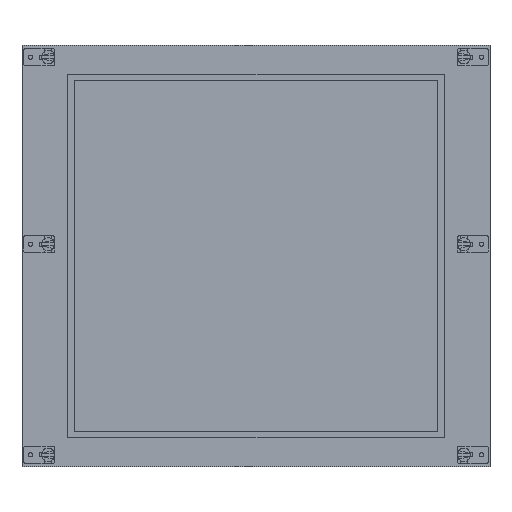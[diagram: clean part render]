
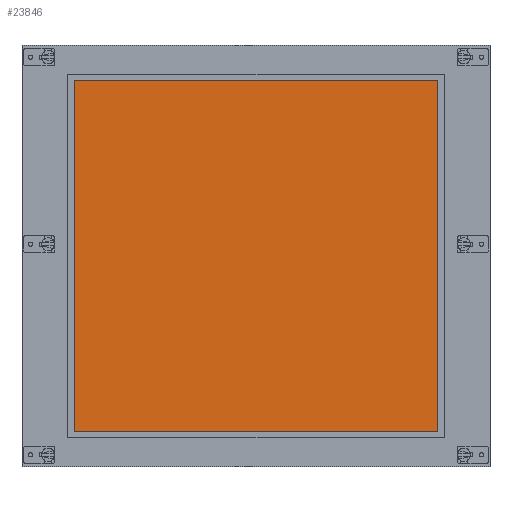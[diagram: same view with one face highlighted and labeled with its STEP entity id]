
A CAD part, top view. The second image highlights one B-rep face of the part: STEP entity #23846.
In plain terms, the highlighted planar face has unit normal (0, 0, 1).
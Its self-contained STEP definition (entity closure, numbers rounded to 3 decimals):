
#23767=DIRECTION('',(1.,0.,0.));
#23768=VECTOR('',#23767,404.45);
#23769=CARTESIAN_POINT('',(-327.225,-244.975,-1.));
#23770=LINE('',#23769,#23768);
#23787=DIRECTION('',(-1.,0.,0.));
#23788=VECTOR('',#23787,404.45);
#23789=CARTESIAN_POINT('',(77.225,144.975,-1.));
#23790=LINE('',#23789,#23788);
#23799=DIRECTION('',(0.,-1.,0.));
#23800=VECTOR('',#23799,389.95);
#23801=CARTESIAN_POINT('',(-327.225,144.975,-1.));
#23802=LINE('',#23801,#23800);
#23807=DIRECTION('',(0.,1.,0.));
#23808=VECTOR('',#23807,389.95);
#23809=CARTESIAN_POINT('',(77.225,-244.975,-1.));
#23810=LINE('',#23809,#23808);
#23815=CARTESIAN_POINT('',(77.225,-244.975,-1.));
#23816=CARTESIAN_POINT('',(77.225,144.975,-1.));
#23817=VERTEX_POINT('',#23815);
#23818=VERTEX_POINT('',#23816);
#23823=CARTESIAN_POINT('',(-327.225,144.975,-1.));
#23824=CARTESIAN_POINT('',(-327.225,-244.975,-1.));
#23825=VERTEX_POINT('',#23823);
#23826=VERTEX_POINT('',#23824);
#23831=CARTESIAN_POINT('',(0.,0.,-1.));
#23832=DIRECTION('',(0.,0.,-1.));
#23833=DIRECTION('',(-1.,0.,0.));
#23834=AXIS2_PLACEMENT_3D('',#23831,#23832,#23833);
#23835=PLANE('',#23834);
#23837=ORIENTED_EDGE('',*,*,#23836,.F.);
#23839=ORIENTED_EDGE('',*,*,#23838,.F.);
#23841=ORIENTED_EDGE('',*,*,#23840,.F.);
#23843=ORIENTED_EDGE('',*,*,#23842,.F.);
#23844=EDGE_LOOP('',(#23837,#23839,#23841,#23843));
#23845=FACE_OUTER_BOUND('',#23844,.F.);
#23836=EDGE_CURVE('',#23826,#23817,#23770,.T.);
#23838=EDGE_CURVE('',#23825,#23826,#23802,.T.);
#23840=EDGE_CURVE('',#23818,#23825,#23790,.T.);
#23842=EDGE_CURVE('',#23817,#23818,#23810,.T.);
#23846=ADVANCED_FACE('',(#23845),#23835,.F.);
